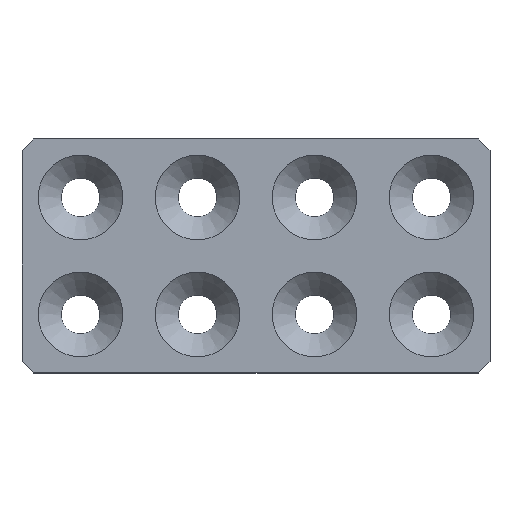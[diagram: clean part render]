
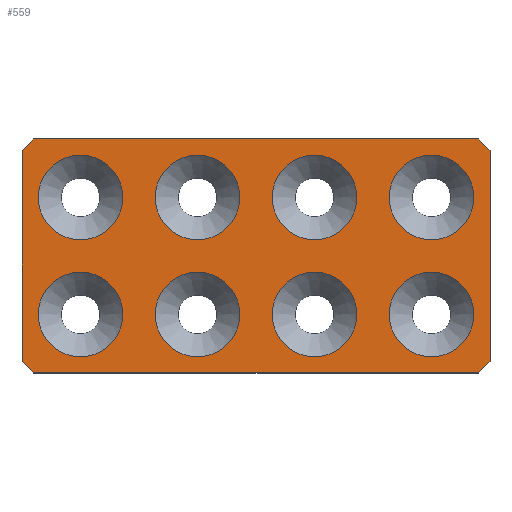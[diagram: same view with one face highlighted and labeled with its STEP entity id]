
A CAD part, top view. The second image highlights one B-rep face of the part: STEP entity #559.
In plain terms, the highlighted planar face has unit normal (0, 0, 1).
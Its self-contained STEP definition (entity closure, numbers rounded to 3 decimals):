
#15=FACE_BOUND('',#94,.T.);
#16=FACE_BOUND('',#95,.T.);
#17=FACE_BOUND('',#96,.T.);
#18=FACE_BOUND('',#97,.T.);
#19=FACE_BOUND('',#98,.T.);
#20=FACE_BOUND('',#99,.T.);
#21=FACE_BOUND('',#100,.T.);
#22=FACE_BOUND('',#101,.T.);
#33=PLANE('',#645);
#67=FACE_OUTER_BOUND('',#93,.T.);
#93=EDGE_LOOP('',(#469,#470,#471,#472,#473,#474,#475,#476));
#94=EDGE_LOOP('',(#477,#478));
#95=EDGE_LOOP('',(#479,#480));
#96=EDGE_LOOP('',(#481,#482));
#97=EDGE_LOOP('',(#483,#484));
#98=EDGE_LOOP('',(#485,#486));
#99=EDGE_LOOP('',(#487,#488));
#100=EDGE_LOOP('',(#489,#490));
#101=EDGE_LOOP('',(#491,#492));
#133=LINE('',#943,#173);
#137=LINE('',#951,#177);
#140=LINE('',#957,#180);
#141=LINE('',#959,#181);
#142=LINE('',#961,#182);
#143=LINE('',#963,#183);
#144=LINE('',#965,#184);
#145=LINE('',#966,#185);
#173=VECTOR('',#785,10.);
#177=VECTOR('',#791,10.);
#180=VECTOR('',#796,10.);
#181=VECTOR('',#797,10.);
#182=VECTOR('',#798,10.);
#183=VECTOR('',#799,10.);
#184=VECTOR('',#800,10.);
#185=VECTOR('',#801,10.);
#197=CIRCLE('',#588,7.25);
#198=CIRCLE('',#589,7.25);
#202=CIRCLE('',#595,7.25);
#203=CIRCLE('',#596,7.25);
#207=CIRCLE('',#602,7.25);
#208=CIRCLE('',#603,7.25);
#212=CIRCLE('',#609,7.25);
#213=CIRCLE('',#610,7.25);
#217=CIRCLE('',#616,7.25);
#218=CIRCLE('',#617,7.25);
#222=CIRCLE('',#623,7.25);
#223=CIRCLE('',#624,7.25);
#227=CIRCLE('',#630,7.25);
#228=CIRCLE('',#631,7.25);
#232=CIRCLE('',#637,7.25);
#233=CIRCLE('',#638,7.25);
#237=VERTEX_POINT('',#829);
#238=VERTEX_POINT('',#830);
#242=VERTEX_POINT('',#843);
#243=VERTEX_POINT('',#844);
#247=VERTEX_POINT('',#857);
#248=VERTEX_POINT('',#858);
#252=VERTEX_POINT('',#871);
#253=VERTEX_POINT('',#872);
#257=VERTEX_POINT('',#885);
#258=VERTEX_POINT('',#886);
#262=VERTEX_POINT('',#899);
#263=VERTEX_POINT('',#900);
#267=VERTEX_POINT('',#913);
#268=VERTEX_POINT('',#914);
#272=VERTEX_POINT('',#927);
#273=VERTEX_POINT('',#928);
#277=VERTEX_POINT('',#941);
#278=VERTEX_POINT('',#942);
#281=VERTEX_POINT('',#950);
#283=VERTEX_POINT('',#956);
#284=VERTEX_POINT('',#958);
#285=VERTEX_POINT('',#960);
#286=VERTEX_POINT('',#962);
#287=VERTEX_POINT('',#964);
#293=EDGE_CURVE('',#237,#238,#197,.T.);
#294=EDGE_CURVE('',#238,#237,#198,.T.);
#300=EDGE_CURVE('',#242,#243,#202,.T.);
#301=EDGE_CURVE('',#243,#242,#203,.T.);
#307=EDGE_CURVE('',#247,#248,#207,.T.);
#308=EDGE_CURVE('',#248,#247,#208,.T.);
#314=EDGE_CURVE('',#252,#253,#212,.T.);
#315=EDGE_CURVE('',#253,#252,#213,.T.);
#321=EDGE_CURVE('',#257,#258,#217,.T.);
#322=EDGE_CURVE('',#258,#257,#218,.T.);
#328=EDGE_CURVE('',#262,#263,#222,.T.);
#329=EDGE_CURVE('',#263,#262,#223,.T.);
#335=EDGE_CURVE('',#267,#268,#227,.T.);
#336=EDGE_CURVE('',#268,#267,#228,.T.);
#342=EDGE_CURVE('',#272,#273,#232,.T.);
#343=EDGE_CURVE('',#273,#272,#233,.T.);
#349=EDGE_CURVE('',#277,#278,#133,.T.);
#353=EDGE_CURVE('',#281,#278,#137,.T.);
#356=EDGE_CURVE('',#277,#283,#140,.T.);
#357=EDGE_CURVE('',#284,#283,#141,.T.);
#358=EDGE_CURVE('',#284,#285,#142,.T.);
#359=EDGE_CURVE('',#286,#285,#143,.T.);
#360=EDGE_CURVE('',#286,#287,#144,.T.);
#361=EDGE_CURVE('',#281,#287,#145,.T.);
#469=ORIENTED_EDGE('',*,*,#349,.F.);
#470=ORIENTED_EDGE('',*,*,#356,.T.);
#471=ORIENTED_EDGE('',*,*,#357,.F.);
#472=ORIENTED_EDGE('',*,*,#358,.T.);
#473=ORIENTED_EDGE('',*,*,#359,.F.);
#474=ORIENTED_EDGE('',*,*,#360,.T.);
#475=ORIENTED_EDGE('',*,*,#361,.F.);
#476=ORIENTED_EDGE('',*,*,#353,.T.);
#477=ORIENTED_EDGE('',*,*,#293,.T.);
#478=ORIENTED_EDGE('',*,*,#294,.T.);
#479=ORIENTED_EDGE('',*,*,#300,.T.);
#480=ORIENTED_EDGE('',*,*,#301,.T.);
#481=ORIENTED_EDGE('',*,*,#307,.T.);
#482=ORIENTED_EDGE('',*,*,#308,.T.);
#483=ORIENTED_EDGE('',*,*,#314,.T.);
#484=ORIENTED_EDGE('',*,*,#315,.T.);
#485=ORIENTED_EDGE('',*,*,#321,.T.);
#486=ORIENTED_EDGE('',*,*,#322,.T.);
#487=ORIENTED_EDGE('',*,*,#328,.T.);
#488=ORIENTED_EDGE('',*,*,#329,.T.);
#489=ORIENTED_EDGE('',*,*,#335,.T.);
#490=ORIENTED_EDGE('',*,*,#336,.T.);
#491=ORIENTED_EDGE('',*,*,#342,.T.);
#492=ORIENTED_EDGE('',*,*,#343,.T.);
#559=ADVANCED_FACE('',(#67,#15,#16,#17,#18,#19,#20,#21,#22),#33,.T.);
#588=AXIS2_PLACEMENT_3D('',#831,#657,#658);
#589=AXIS2_PLACEMENT_3D('',#832,#659,#660);
#595=AXIS2_PLACEMENT_3D('',#845,#673,#674);
#596=AXIS2_PLACEMENT_3D('',#846,#675,#676);
#602=AXIS2_PLACEMENT_3D('',#859,#689,#690);
#603=AXIS2_PLACEMENT_3D('',#860,#691,#692);
#609=AXIS2_PLACEMENT_3D('',#873,#705,#706);
#610=AXIS2_PLACEMENT_3D('',#874,#707,#708);
#616=AXIS2_PLACEMENT_3D('',#887,#721,#722);
#617=AXIS2_PLACEMENT_3D('',#888,#723,#724);
#623=AXIS2_PLACEMENT_3D('',#901,#737,#738);
#624=AXIS2_PLACEMENT_3D('',#902,#739,#740);
#630=AXIS2_PLACEMENT_3D('',#915,#753,#754);
#631=AXIS2_PLACEMENT_3D('',#916,#755,#756);
#637=AXIS2_PLACEMENT_3D('',#929,#769,#770);
#638=AXIS2_PLACEMENT_3D('',#930,#771,#772);
#645=AXIS2_PLACEMENT_3D('',#955,#794,#795);
#657=DIRECTION('center_axis',(0.,0.,-1.));
#658=DIRECTION('ref_axis',(1.,0.,0.));
#659=DIRECTION('center_axis',(0.,0.,-1.));
#660=DIRECTION('ref_axis',(1.,0.,0.));
#673=DIRECTION('center_axis',(0.,0.,-1.));
#674=DIRECTION('ref_axis',(1.,0.,0.));
#675=DIRECTION('center_axis',(0.,0.,-1.));
#676=DIRECTION('ref_axis',(1.,0.,0.));
#689=DIRECTION('center_axis',(0.,0.,-1.));
#690=DIRECTION('ref_axis',(1.,0.,0.));
#691=DIRECTION('center_axis',(0.,0.,-1.));
#692=DIRECTION('ref_axis',(1.,0.,0.));
#705=DIRECTION('center_axis',(0.,0.,-1.));
#706=DIRECTION('ref_axis',(1.,0.,0.));
#707=DIRECTION('center_axis',(0.,0.,-1.));
#708=DIRECTION('ref_axis',(1.,0.,0.));
#721=DIRECTION('center_axis',(0.,0.,-1.));
#722=DIRECTION('ref_axis',(1.,0.,0.));
#723=DIRECTION('center_axis',(0.,0.,-1.));
#724=DIRECTION('ref_axis',(1.,0.,0.));
#737=DIRECTION('center_axis',(0.,0.,-1.));
#738=DIRECTION('ref_axis',(1.,0.,0.));
#739=DIRECTION('center_axis',(0.,0.,-1.));
#740=DIRECTION('ref_axis',(1.,0.,0.));
#753=DIRECTION('center_axis',(0.,0.,-1.));
#754=DIRECTION('ref_axis',(1.,0.,0.));
#755=DIRECTION('center_axis',(0.,0.,-1.));
#756=DIRECTION('ref_axis',(1.,0.,0.));
#769=DIRECTION('center_axis',(0.,0.,-1.));
#770=DIRECTION('ref_axis',(1.,0.,0.));
#771=DIRECTION('center_axis',(0.,0.,-1.));
#772=DIRECTION('ref_axis',(1.,0.,0.));
#785=DIRECTION('',(-0.707,-0.707,0.));
#791=DIRECTION('',(1.,0.,0.));
#794=DIRECTION('center_axis',(0.,0.,1.));
#795=DIRECTION('ref_axis',(1.,0.,0.));
#796=DIRECTION('',(0.,1.,0.));
#797=DIRECTION('',(0.707,-0.707,0.));
#798=DIRECTION('',(-1.,0.,0.));
#799=DIRECTION('',(0.707,0.707,0.));
#800=DIRECTION('',(0.,-1.,0.));
#801=DIRECTION('',(-0.707,0.707,0.));
#829=CARTESIAN_POINT('',(-2.75,-10.,5.));
#830=CARTESIAN_POINT('',(-17.25,-10.,5.));
#831=CARTESIAN_POINT('Origin',(-10.,-10.,5.));
#832=CARTESIAN_POINT('Origin',(-10.,-10.,5.));
#843=CARTESIAN_POINT('',(37.25,-10.,5.));
#844=CARTESIAN_POINT('',(22.75,-10.,5.));
#845=CARTESIAN_POINT('Origin',(30.,-10.,5.));
#846=CARTESIAN_POINT('Origin',(30.,-10.,5.));
#857=CARTESIAN_POINT('',(17.25,10.,5.));
#858=CARTESIAN_POINT('',(2.75,10.,5.));
#859=CARTESIAN_POINT('Origin',(10.,10.,5.));
#860=CARTESIAN_POINT('Origin',(10.,10.,5.));
#871=CARTESIAN_POINT('',(-22.75,10.,5.));
#872=CARTESIAN_POINT('',(-37.25,10.,5.));
#873=CARTESIAN_POINT('Origin',(-30.,10.,5.));
#874=CARTESIAN_POINT('Origin',(-30.,10.,5.));
#885=CARTESIAN_POINT('',(-2.75,10.,5.));
#886=CARTESIAN_POINT('',(-17.25,10.,5.));
#887=CARTESIAN_POINT('Origin',(-10.,10.,5.));
#888=CARTESIAN_POINT('Origin',(-10.,10.,5.));
#899=CARTESIAN_POINT('',(37.25,10.,5.));
#900=CARTESIAN_POINT('',(22.75,10.,5.));
#901=CARTESIAN_POINT('Origin',(30.,10.,5.));
#902=CARTESIAN_POINT('Origin',(30.,10.,5.));
#913=CARTESIAN_POINT('',(17.25,-10.,5.));
#914=CARTESIAN_POINT('',(2.75,-10.,5.));
#915=CARTESIAN_POINT('Origin',(10.,-10.,5.));
#916=CARTESIAN_POINT('Origin',(10.,-10.,5.));
#927=CARTESIAN_POINT('',(-22.75,-10.,5.));
#928=CARTESIAN_POINT('',(-37.25,-10.,5.));
#929=CARTESIAN_POINT('Origin',(-30.,-10.,5.));
#930=CARTESIAN_POINT('Origin',(-30.,-10.,5.));
#941=CARTESIAN_POINT('',(40.,-18.,5.));
#942=CARTESIAN_POINT('',(38.,-20.,5.));
#943=CARTESIAN_POINT('',(34.,-24.,5.));
#950=CARTESIAN_POINT('',(-38.,-20.,5.));
#951=CARTESIAN_POINT('',(-40.,-20.,5.));
#955=CARTESIAN_POINT('Origin',(0.,0.,5.));
#956=CARTESIAN_POINT('',(40.,18.,5.));
#957=CARTESIAN_POINT('',(40.,-20.,5.));
#958=CARTESIAN_POINT('',(38.,20.,5.));
#959=CARTESIAN_POINT('',(34.,24.,5.));
#960=CARTESIAN_POINT('',(-38.,20.,5.));
#961=CARTESIAN_POINT('',(40.,20.,5.));
#962=CARTESIAN_POINT('',(-40.,18.,5.));
#963=CARTESIAN_POINT('',(-34.,24.,5.));
#964=CARTESIAN_POINT('',(-40.,-18.,5.));
#965=CARTESIAN_POINT('',(-40.,20.,5.));
#966=CARTESIAN_POINT('',(-34.,-24.,5.));
